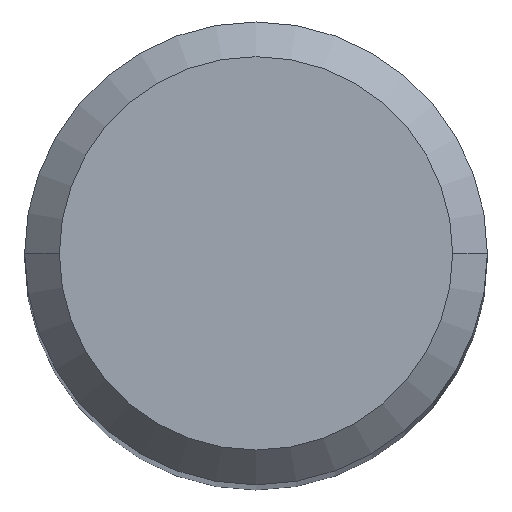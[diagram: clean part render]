
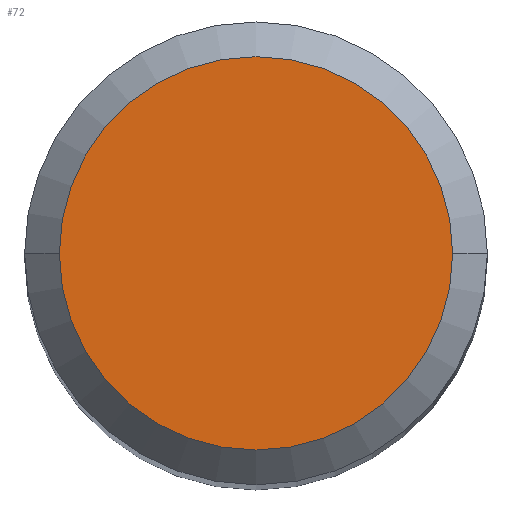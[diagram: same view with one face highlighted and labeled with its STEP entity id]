
A CAD part, top view. The second image highlights one B-rep face of the part: STEP entity #72.
In plain terms, the highlighted planar face has unit normal (0, 0, 1).
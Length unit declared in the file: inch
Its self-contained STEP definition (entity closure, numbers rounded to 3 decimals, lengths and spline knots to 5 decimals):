
#4 = DIRECTION ( 'NONE',  ( 1., 0., 0. ) ) ;
#20 = DIRECTION ( 'NONE',  ( 0., 0., 1. ) ) ;
#30 = AXIS2_PLACEMENT_3D ( 'NONE', #178, #465, #368 ) ;
#46 = AXIS2_PLACEMENT_3D ( 'NONE', #365, #293, #4 ) ;
#72 = ADVANCED_FACE ( 'NONE', ( #464 ), #109, .F. ) ;
#74 = CIRCLE ( 'NONE', #412, 0.10038 ) ;
#80 = CARTESIAN_POINT ( 'NONE',  ( 0.10038, 0., 0. ) ) ;
#109 = PLANE ( 'NONE',  #30 ) ;
#176 = VERTEX_POINT ( 'NONE', #80 ) ;
#178 = CARTESIAN_POINT ( 'NONE',  ( 0., 0., 0. ) ) ;
#181 = CIRCLE ( 'NONE', #46, 0.10038 ) ;
#183 = EDGE_CURVE ( 'NONE', #176, #377, #181, .T. ) ;
#193 = DIRECTION ( 'NONE',  ( 1., 0., 0. ) ) ;
#205 = CARTESIAN_POINT ( 'NONE',  ( 0., 0., 0. ) ) ;
#288 = ORIENTED_EDGE ( 'NONE', *, *, #183, .T. ) ;
#293 = DIRECTION ( 'NONE',  ( 0., 0., 1. ) ) ;
#365 = CARTESIAN_POINT ( 'NONE',  ( 0., 0., 0. ) ) ;
#368 = DIRECTION ( 'NONE',  ( -1., 0., 0. ) ) ;
#377 = VERTEX_POINT ( 'NONE', #413 ) ;
#401 = EDGE_CURVE ( 'NONE', #377, #176, #74, .T. ) ;
#409 = EDGE_LOOP ( 'NONE', ( #445, #288 ) ) ;
#412 = AXIS2_PLACEMENT_3D ( 'NONE', #205, #20, #193 ) ;
#413 = CARTESIAN_POINT ( 'NONE',  ( -0.10038, 0., 0. ) ) ;
#445 = ORIENTED_EDGE ( 'NONE', *, *, #401, .T. ) ;
#464 = FACE_OUTER_BOUND ( 'NONE', #409, .T. ) ;
#465 = DIRECTION ( 'NONE',  ( 0., 0., -1. ) ) ;
